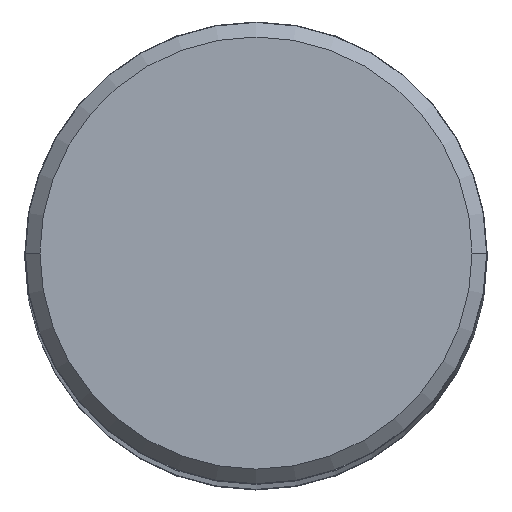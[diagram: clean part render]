
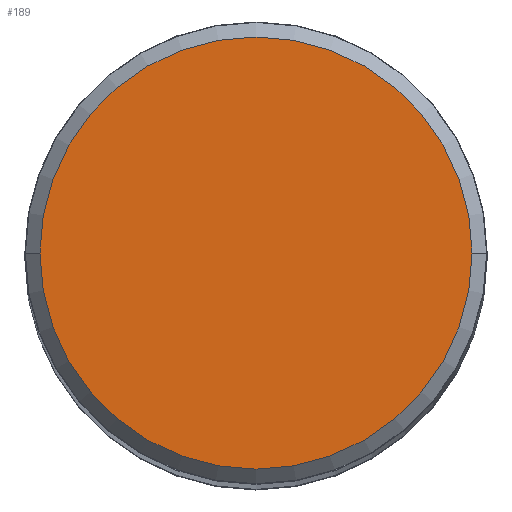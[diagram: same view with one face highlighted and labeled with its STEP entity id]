
A CAD part, top view. The second image highlights one B-rep face of the part: STEP entity #189.
In plain terms, the highlighted planar face has unit normal (0, 0, 1).
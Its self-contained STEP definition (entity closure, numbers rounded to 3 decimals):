
#130=FACE_OUTER_BOUND('',#258,.T.);
#189=ADVANCED_FACE('',(#130),#223,.F.);
#223=PLANE('',#1090);
#258=EDGE_LOOP('',(#400,#401));
#400=ORIENTED_EDGE('',*,*,#644,.T.);
#401=ORIENTED_EDGE('',*,*,#645,.T.);
#556=VERTEX_POINT('',#2024);
#557=VERTEX_POINT('',#2025);
#644=EDGE_CURVE('',#556,#557,#763,.T.);
#645=EDGE_CURVE('',#557,#556,#764,.T.);
#763=CIRCLE('',#1088,14.836);
#764=CIRCLE('',#1089,14.836);
#1088=AXIS2_PLACEMENT_3D('',#2023,#1334,#1335);
#1089=AXIS2_PLACEMENT_3D('',#2026,#1336,#1337);
#1090=AXIS2_PLACEMENT_3D('',#2027,#1338,#1339);
#1334=DIRECTION('',(0.,0.,1.));
#1335=DIRECTION('',(-1.,0.,0.));
#1336=DIRECTION('',(0.,0.,1.));
#1337=DIRECTION('',(1.,0.,0.));
#1338=DIRECTION('',(0.,0.,-1.));
#1339=DIRECTION('',(1.,0.,0.));
#2023=CARTESIAN_POINT('',(0.,0.,0.));
#2024=CARTESIAN_POINT('',(-14.836,0.,0.));
#2025=CARTESIAN_POINT('',(14.836,0.,0.));
#2026=CARTESIAN_POINT('',(0.,0.,0.));
#2027=CARTESIAN_POINT('',(0.,0.,0.));
